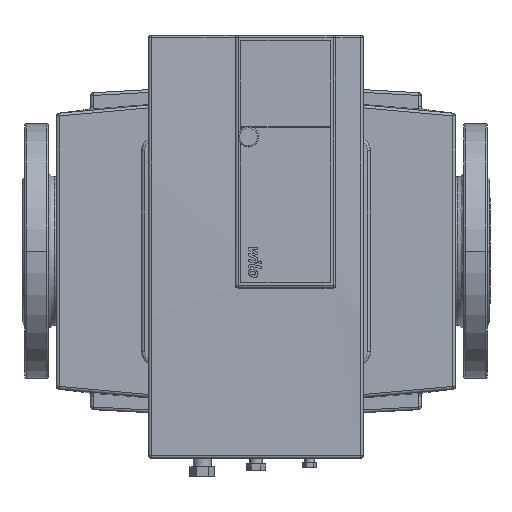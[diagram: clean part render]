
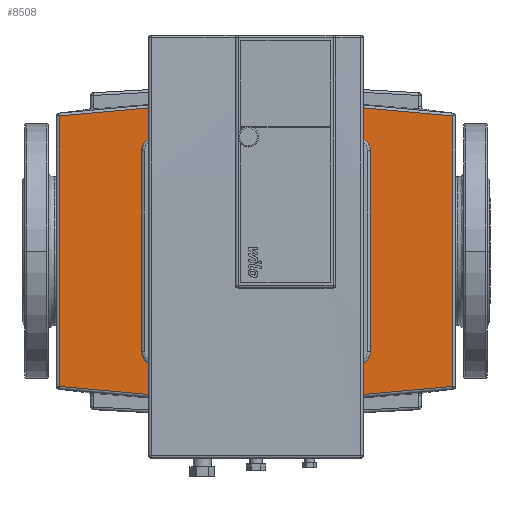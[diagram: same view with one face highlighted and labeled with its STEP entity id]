
A CAD part, front view. The second image highlights one B-rep face of the part: STEP entity #8508.
In plain terms, the highlighted planar face has unit normal (0, -1, 0).
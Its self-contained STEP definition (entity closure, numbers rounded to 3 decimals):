
#8060=CARTESIAN_POINT('',(313.0,-103.0,-98.257));
#8061=VERTEX_POINT('',#8060);
#8095=CARTESIAN_POINT('',(313.0,-103.0,98.257));
#8096=VERTEX_POINT('',#8095);
#8121=CARTESIAN_POINT('',(27.,-103.0,-98.257));
#8122=VERTEX_POINT('',#8121);
#8154=CARTESIAN_POINT('',(27.,-103.0,98.257));
#8155=VERTEX_POINT('',#8154);
#8197=CARTESIAN_POINT('',(27.,-103.0,-98.257));
#8198=DIRECTION('',(0.0,0.0,1.0));
#8199=VECTOR('',#8198,196.513);
#8200=LINE('',#8197,#8199);
#8201=EDGE_CURVE('',#8122,#8155,#8200,.T.);
#8220=CARTESIAN_POINT('',(170.,-103.,-946.25));
#8221=DIRECTION('',(0.0,1.0,0.0));
#8222=DIRECTION('',(0.0,0.0,1.0));
#8223=AXIS2_PLACEMENT_3D('',#8220,#8221,#8222);
#8224=CIRCLE('',#8223,1054.25);
#8225=EDGE_CURVE('',#8155,#8096,#8224,.T.);
#8244=CARTESIAN_POINT('',(170.,-103.,946.25));
#8245=DIRECTION('',(0.0,1.0,0.0));
#8246=DIRECTION('',(0.0,0.0,-1.0));
#8247=AXIS2_PLACEMENT_3D('',#8244,#8245,#8246);
#8248=CIRCLE('',#8247,1054.25);
#8249=EDGE_CURVE('',#8061,#8122,#8248,.T.);
#8267=CARTESIAN_POINT('',(313.0,-103.0,98.257));
#8268=DIRECTION('',(0.0,0.0,-1.0));
#8269=VECTOR('',#8268,196.513);
#8270=LINE('',#8267,#8269);
#8271=EDGE_CURVE('',#8096,#8061,#8270,.T.);
#8427=CARTESIAN_POINT('',(170.,-103.0,0.));
#8428=DIRECTION('',(0.0,1.0,0.0));
#8429=DIRECTION('',(0.0,0.0,-1.0));
#8430=AXIS2_PLACEMENT_3D('',#8427,#8428,#8429);
#8431=PLANE('',#8430);
#8432=ORIENTED_EDGE('',*,*,#8201,.F.);
#8433=ORIENTED_EDGE('',*,*,#8249,.F.);
#8434=ORIENTED_EDGE('',*,*,#8271,.F.);
#8435=ORIENTED_EDGE('',*,*,#8225,.F.);
#8436=EDGE_LOOP('',(#8432,#8433,#8434,#8435));
#8437=FACE_OUTER_BOUND('',#8436,.T.);
#8438=CARTESIAN_POINT('',(97.,-103.0,83.));
#8439=VERTEX_POINT('',#8438);
#8440=CARTESIAN_POINT('',(243.,-103.0,83.0));
#8441=VERTEX_POINT('',#8440);
#8442=CARTESIAN_POINT('',(97.,-103.0,83.));
#8443=DIRECTION('',(1.0,0.0,0.0));
#8444=VECTOR('',#8443,146.);
#8445=LINE('',#8442,#8444);
#8446=EDGE_CURVE('',#8439,#8441,#8445,.T.);
#8447=ORIENTED_EDGE('',*,*,#8446,.T.);
#8448=CARTESIAN_POINT('',(253.,-103.0,73.0));
#8449=VERTEX_POINT('',#8448);
#8450=CARTESIAN_POINT('',(243.,-103.0,73.0));
#8451=DIRECTION('',(0.,1.,0.));
#8452=DIRECTION('',(0.707,0.,0.707));
#8453=AXIS2_PLACEMENT_3D('',#8450,#8451,#8452);
#8454=CIRCLE('',#8453,10.);
#8455=EDGE_CURVE('',#8449,#8441,#8454,.F.);
#8456=ORIENTED_EDGE('',*,*,#8455,.F.);
#8457=CARTESIAN_POINT('',(253.,-103.0,-73.));
#8458=VERTEX_POINT('',#8457);
#8459=CARTESIAN_POINT('',(253.,-103.0,73.0));
#8460=DIRECTION('',(0.0,0.0,-1.0));
#8461=VECTOR('',#8460,146.0);
#8462=LINE('',#8459,#8461);
#8463=EDGE_CURVE('',#8449,#8458,#8462,.T.);
#8464=ORIENTED_EDGE('',*,*,#8463,.T.);
#8465=CARTESIAN_POINT('',(243.,-103.0,-83.));
#8466=VERTEX_POINT('',#8465);
#8467=CARTESIAN_POINT('',(243.,-103.0,-73.));
#8468=DIRECTION('',(0.,1.,0.));
#8469=DIRECTION('',(0.707,0.,-0.707));
#8470=AXIS2_PLACEMENT_3D('',#8467,#8468,#8469);
#8471=CIRCLE('',#8470,10.);
#8472=EDGE_CURVE('',#8466,#8458,#8471,.F.);
#8473=ORIENTED_EDGE('',*,*,#8472,.F.);
#8474=CARTESIAN_POINT('',(97.,-103.0,-83.));
#8475=VERTEX_POINT('',#8474);
#8476=CARTESIAN_POINT('',(243.,-103.0,-83.));
#8477=DIRECTION('',(-1.0,0.0,0.0));
#8478=VECTOR('',#8477,146.0);
#8479=LINE('',#8476,#8478);
#8480=EDGE_CURVE('',#8466,#8475,#8479,.T.);
#8481=ORIENTED_EDGE('',*,*,#8480,.T.);
#8482=CARTESIAN_POINT('',(87.,-103.0,-73.));
#8483=VERTEX_POINT('',#8482);
#8484=CARTESIAN_POINT('',(97.,-103.0,-73.));
#8485=DIRECTION('',(0.,1.0,0.));
#8486=DIRECTION('',(-0.707,0.,-0.707));
#8487=AXIS2_PLACEMENT_3D('',#8484,#8485,#8486);
#8488=CIRCLE('',#8487,10.0);
#8489=EDGE_CURVE('',#8483,#8475,#8488,.F.);
#8490=ORIENTED_EDGE('',*,*,#8489,.F.);
#8491=CARTESIAN_POINT('',(87.,-103.0,73.));
#8492=VERTEX_POINT('',#8491);
#8493=CARTESIAN_POINT('',(87.,-103.0,-73.));
#8494=DIRECTION('',(0.0,0.0,1.0));
#8495=VECTOR('',#8494,146.0);
#8496=LINE('',#8493,#8495);
#8497=EDGE_CURVE('',#8483,#8492,#8496,.T.);
#8498=ORIENTED_EDGE('',*,*,#8497,.T.);
#8499=CARTESIAN_POINT('',(97.,-103.0,73.));
#8500=DIRECTION('',(0.,1.0,0.));
#8501=DIRECTION('',(-0.707,0.,0.707));
#8502=AXIS2_PLACEMENT_3D('',#8499,#8500,#8501);
#8503=CIRCLE('',#8502,10.0);
#8504=EDGE_CURVE('',#8439,#8492,#8503,.F.);
#8505=ORIENTED_EDGE('',*,*,#8504,.F.);
#8506=EDGE_LOOP('',(#8447,#8456,#8464,#8473,#8481,#8490,#8498,#8505));
#8507=FACE_BOUND('',#8506,.T.);
#8508=ADVANCED_FACE('',(#8437,#8507),#8431,.F.);
